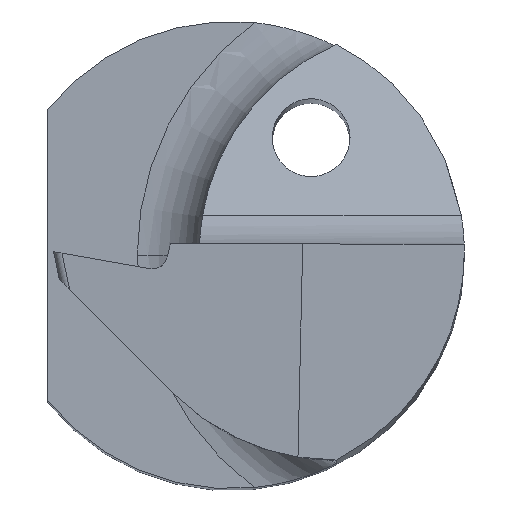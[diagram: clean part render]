
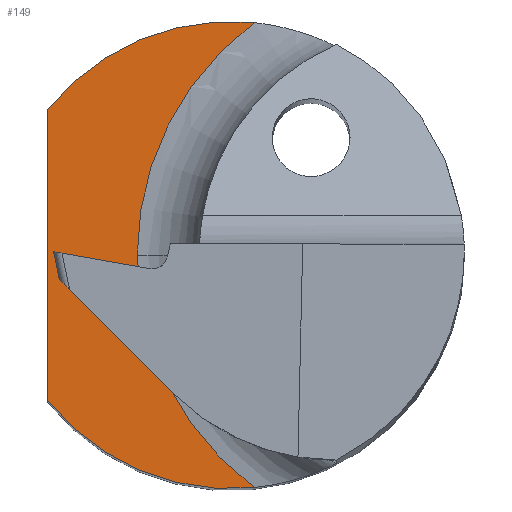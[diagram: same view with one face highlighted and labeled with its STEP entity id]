
A CAD part, top view. The second image highlights one B-rep face of the part: STEP entity #149.
In plain terms, the highlighted planar face has unit normal (0, 0, 1).
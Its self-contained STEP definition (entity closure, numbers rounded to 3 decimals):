
#32 = AXIS2_PLACEMENT_3D ( 'NONE', #154, #762, #681 ) ;
#78 = AXIS2_PLACEMENT_3D ( 'NONE', #152, #147, #674 ) ;
#115 = DIRECTION ( 'NONE',  ( 0., 0., 1. ) ) ;
#147 = DIRECTION ( 'NONE',  ( 0., 0., -1. ) ) ;
#149 = ADVANCED_FACE ( 'NONE', ( #975 ), #426, .T. ) ;
#152 = CARTESIAN_POINT ( 'NONE',  ( 0., 0., 15.005 ) ) ;
#154 = CARTESIAN_POINT ( 'NONE',  ( 2.514, 0., 15.005 ) ) ;
#163 = CARTESIAN_POINT ( 'NONE',  ( 0.304, 2.985, 15.005 ) ) ;
#166 = VERTEX_POINT ( 'NONE', #658 ) ;
#250 = AXIS2_PLACEMENT_3D ( 'NONE', #862, #115, #632 ) ;
#255 = EDGE_CURVE ( 'NONE', #870, #166, #452, .T. ) ;
#267 = DIRECTION ( 'NONE',  ( 0., 0., -1. ) ) ;
#309 = EDGE_LOOP ( 'NONE', ( #581, #607, #794, #333, #563 ) ) ;
#326 = CARTESIAN_POINT ( 'NONE',  ( -2.35, -1.865, 15.005 ) ) ;
#333 = ORIENTED_EDGE ( 'NONE', *, *, #255, .F. ) ;
#393 = EDGE_CURVE ( 'NONE', #666, #870, #438, .T. ) ;
#416 = CARTESIAN_POINT ( 'NONE',  ( -2.35, 1.865, 15.005 ) ) ;
#418 = VERTEX_POINT ( 'NONE', #326 ) ;
#426 = PLANE ( 'NONE',  #886 ) ;
#427 = VERTEX_POINT ( 'NONE', #416 ) ;
#438 = CIRCLE ( 'NONE', #250, 3.714 ) ;
#452 = CIRCLE ( 'NONE', #32, 3.714 ) ;
#500 = CIRCLE ( 'NONE', #78, 3. ) ;
#518 = CARTESIAN_POINT ( 'NONE',  ( -2.35, 1.865, 15.005 ) ) ;
#563 = ORIENTED_EDGE ( 'NONE', *, *, #393, .F. ) ;
#566 = DIRECTION ( 'NONE',  ( -1., 0., 0. ) ) ;
#567 = CIRCLE ( 'NONE', #786, 3. ) ;
#581 = ORIENTED_EDGE ( 'NONE', *, *, #799, .F. ) ;
#607 = ORIENTED_EDGE ( 'NONE', *, *, #737, .F. ) ;
#632 = DIRECTION ( 'NONE',  ( -1., 0., 0. ) ) ;
#658 = CARTESIAN_POINT ( 'NONE',  ( 0.304, -2.985, 15.005 ) ) ;
#663 = LINE ( 'NONE', #518, #979 ) ;
#666 = VERTEX_POINT ( 'NONE', #163 ) ;
#667 = EDGE_CURVE ( 'NONE', #166, #418, #500, .T. ) ;
#674 = DIRECTION ( 'NONE',  ( -1., 0., 0. ) ) ;
#681 = DIRECTION ( 'NONE',  ( -1., 0., 0. ) ) ;
#721 = DIRECTION ( 'NONE',  ( -1., 0., 0. ) ) ;
#737 = EDGE_CURVE ( 'NONE', #418, #427, #663, .T. ) ;
#762 = DIRECTION ( 'NONE',  ( 0., 0., 1. ) ) ;
#782 = CARTESIAN_POINT ( 'NONE',  ( 0., 0., 15.005 ) ) ;
#786 = AXIS2_PLACEMENT_3D ( 'NONE', #782, #267, #566 ) ;
#794 = ORIENTED_EDGE ( 'NONE', *, *, #667, .F. ) ;
#799 = EDGE_CURVE ( 'NONE', #427, #666, #567, .T. ) ;
#862 = CARTESIAN_POINT ( 'NONE',  ( 2.514, 0., 15.005 ) ) ;
#870 = VERTEX_POINT ( 'NONE', #872 ) ;
#872 = CARTESIAN_POINT ( 'NONE',  ( -1.2, 0., 15.005 ) ) ;
#886 = AXIS2_PLACEMENT_3D ( 'NONE', #897, #969, #721 ) ;
#897 = CARTESIAN_POINT ( 'NONE',  ( 0.402, -0.122, 15.005 ) ) ;
#914 = DIRECTION ( 'NONE',  ( 0., 1., 0. ) ) ;
#969 = DIRECTION ( 'NONE',  ( 0., 0., 1. ) ) ;
#975 = FACE_OUTER_BOUND ( 'NONE', #309, .T. ) ;
#979 = VECTOR ( 'NONE', #914, 1000. ) ;
